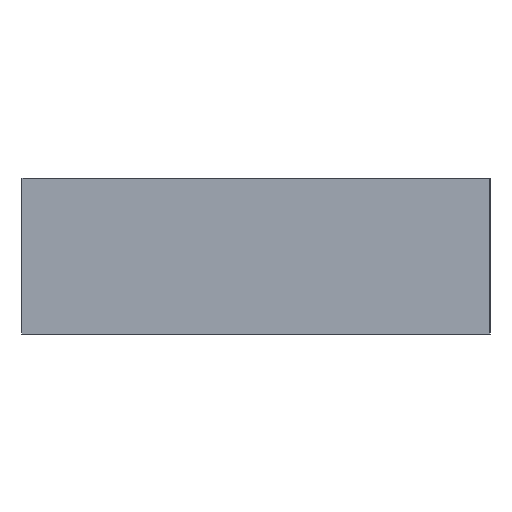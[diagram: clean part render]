
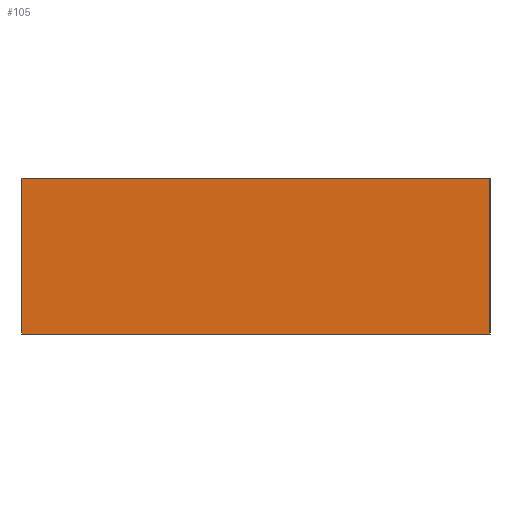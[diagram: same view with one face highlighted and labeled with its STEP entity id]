
A CAD part, left-side view. The second image highlights one B-rep face of the part: STEP entity #105.
In plain terms, the highlighted planar face has unit normal (-1, 0, 0).
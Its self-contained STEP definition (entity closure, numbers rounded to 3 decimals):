
#4 = AXIS2_PLACEMENT_3D ( 'NONE', #692, #644, #602 ) ;
#53 = DIRECTION ( 'NONE',  ( 0., -1., 0. ) ) ;
#96 = EDGE_LOOP ( 'NONE', ( #790, #391, #372, #328 ) ) ;
#105 = ADVANCED_FACE ( 'NONE', ( #177 ), #539, .F. ) ;
#171 = DIRECTION ( 'NONE',  ( 0., 0., -1. ) ) ;
#177 = FACE_OUTER_BOUND ( 'NONE', #96, .T. ) ;
#180 = CARTESIAN_POINT ( 'NONE',  ( 0., 0., 2. ) ) ;
#190 = EDGE_CURVE ( 'NONE', #483, #472, #251, .T. ) ;
#191 = EDGE_CURVE ( 'NONE', #468, #446, #266, .T. ) ;
#251 = LINE ( 'NONE', #180, #286 ) ;
#266 = LINE ( 'NONE', #778, #295 ) ;
#286 = VECTOR ( 'NONE', #53, 1000. ) ;
#295 = VECTOR ( 'NONE', #876, 1000. ) ;
#328 = ORIENTED_EDGE ( 'NONE', *, *, #646, .T. ) ;
#364 = VECTOR ( 'NONE', #171, 1000. ) ;
#366 = VECTOR ( 'NONE', #482, 1000. ) ;
#372 = ORIENTED_EDGE ( 'NONE', *, *, #190, .F. ) ;
#378 = LINE ( 'NONE', #425, #364 ) ;
#391 = ORIENTED_EDGE ( 'NONE', *, *, #523, .F. ) ;
#410 = LINE ( 'NONE', #498, #366 ) ;
#425 = CARTESIAN_POINT ( 'NONE',  ( 0., 6., 2. ) ) ;
#446 = VERTEX_POINT ( 'NONE', #678 ) ;
#468 = VERTEX_POINT ( 'NONE', #750 ) ;
#472 = VERTEX_POINT ( 'NONE', #567 ) ;
#482 = DIRECTION ( 'NONE',  ( 0., 0., -1. ) ) ;
#483 = VERTEX_POINT ( 'NONE', #577 ) ;
#498 = CARTESIAN_POINT ( 'NONE',  ( 0., 0., 2. ) ) ;
#523 = EDGE_CURVE ( 'NONE', #472, #446, #410, .T. ) ;
#539 = PLANE ( 'NONE',  #4 ) ;
#567 = CARTESIAN_POINT ( 'NONE',  ( 0., 0., 2. ) ) ;
#577 = CARTESIAN_POINT ( 'NONE',  ( 0., 6., 2. ) ) ;
#602 = DIRECTION ( 'NONE',  ( 0., 0., -1. ) ) ;
#644 = DIRECTION ( 'NONE',  ( 1., 0., 0. ) ) ;
#646 = EDGE_CURVE ( 'NONE', #483, #468, #378, .T. ) ;
#678 = CARTESIAN_POINT ( 'NONE',  ( 0., 0., 0. ) ) ;
#692 = CARTESIAN_POINT ( 'NONE',  ( 0., 0., 2. ) ) ;
#750 = CARTESIAN_POINT ( 'NONE',  ( 0., 6., 0. ) ) ;
#778 = CARTESIAN_POINT ( 'NONE',  ( 0., 0., 0. ) ) ;
#790 = ORIENTED_EDGE ( 'NONE', *, *, #191, .T. ) ;
#876 = DIRECTION ( 'NONE',  ( 0., -1., 0. ) ) ;
